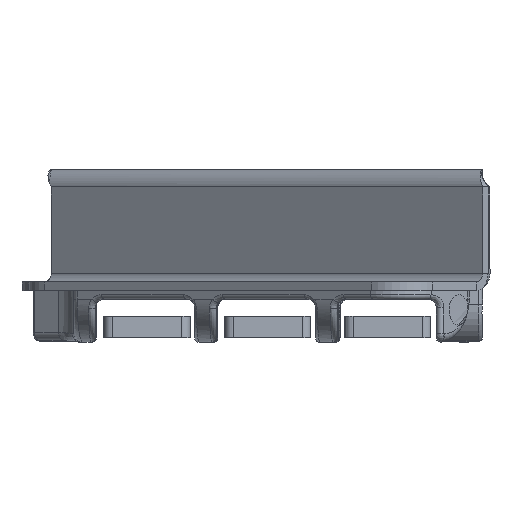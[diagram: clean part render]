
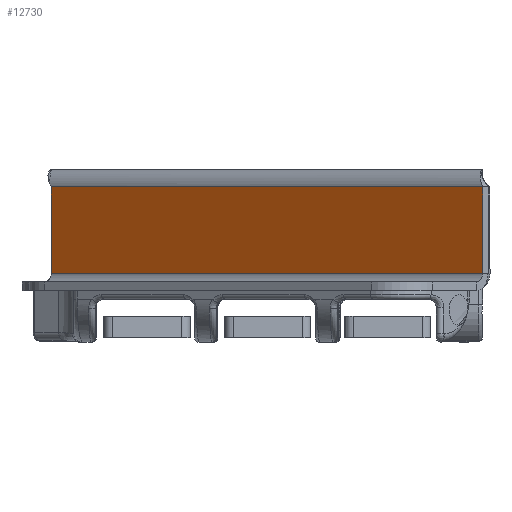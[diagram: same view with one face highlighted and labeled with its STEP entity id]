
A CAD part, front view. The second image highlights one B-rep face of the part: STEP entity #12730.
In plain terms, the highlighted face is planar.
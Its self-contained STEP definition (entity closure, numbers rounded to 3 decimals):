
#873=PLANE('',#13730);
#1176=FACE_OUTER_BOUND('',#1941,.T.);
#1941=EDGE_LOOP('',(#8638,#8639,#8640,#8641));
#2754=LINE('',#18487,#3786);
#2755=LINE('',#18490,#3787);
#2756=LINE('',#18492,#3788);
#2757=LINE('',#18493,#3789);
#3786=VECTOR('',#15040,10.);
#3787=VECTOR('',#15043,10.);
#3788=VECTOR('',#15044,10.);
#3789=VECTOR('',#15045,10.);
#5334=VERTEX_POINT('',#18476);
#5335=VERTEX_POINT('',#18480);
#5336=VERTEX_POINT('',#18489);
#5337=VERTEX_POINT('',#18491);
#6595=EDGE_CURVE('',#5334,#5335,#2754,.T.);
#6596=EDGE_CURVE('',#5334,#5336,#2755,.T.);
#6597=EDGE_CURVE('',#5337,#5336,#2756,.T.);
#6598=EDGE_CURVE('',#5337,#5335,#2757,.T.);
#8638=ORIENTED_EDGE('',*,*,#6595,.F.);
#8639=ORIENTED_EDGE('',*,*,#6596,.T.);
#8640=ORIENTED_EDGE('',*,*,#6597,.F.);
#8641=ORIENTED_EDGE('',*,*,#6598,.T.);
#12730=ADVANCED_FACE('',(#1176),#873,.T.);
#13730=AXIS2_PLACEMENT_3D('',#18488,#15041,#15042);
#15040=DIRECTION('',(-0.643,0.,-0.766));
#15041=DIRECTION('center_axis',(0.766,0.,
-0.643));
#15042=DIRECTION('ref_axis',(-0.492,0.643,-0.587));
#15043=DIRECTION('',(0.,-1.,0.));
#15044=DIRECTION('',(0.643,0.,0.766));
#15045=DIRECTION('',(0.,1.,0.));
#18476=CARTESIAN_POINT('',(135.,-8.,50.));
#18480=CARTESIAN_POINT('',(51.09,-8.,-50.));
#18487=CARTESIAN_POINT('',(71.609,-8.,-25.546));
#18488=CARTESIAN_POINT('Origin',(92.128,-18.345,-1.093));
#18489=CARTESIAN_POINT('',(135.,-28.,50.));
#18490=CARTESIAN_POINT('',(135.,-28.,50.));
#18491=CARTESIAN_POINT('',(51.09,-28.,-50.));
#18492=CARTESIAN_POINT('',(91.508,-28.,-1.832));
#18493=CARTESIAN_POINT('',(51.09,-28.,-50.));
